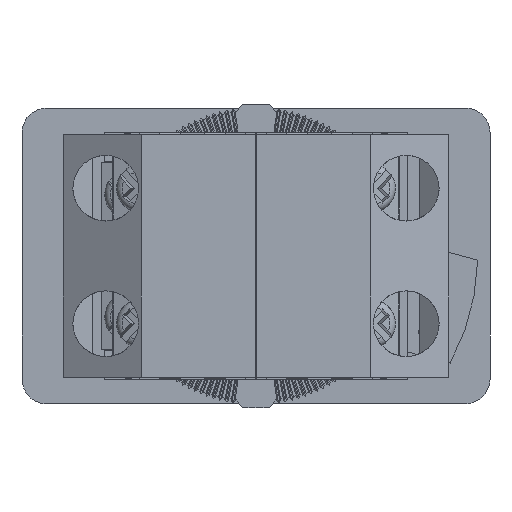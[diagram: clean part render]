
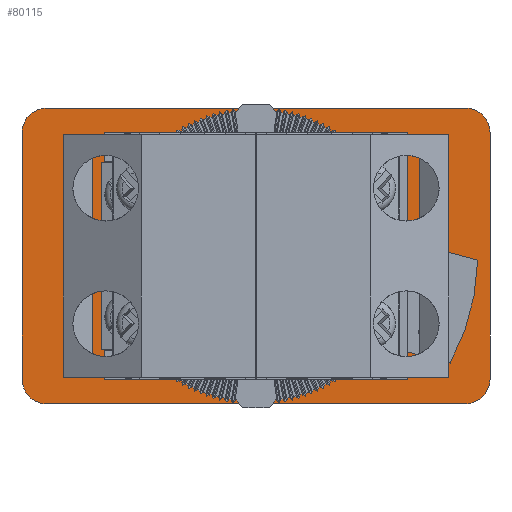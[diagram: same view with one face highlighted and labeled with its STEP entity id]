
A CAD part, front view. The second image highlights one B-rep face of the part: STEP entity #80115.
In plain terms, the highlighted planar face has unit normal (0, -1, 0).
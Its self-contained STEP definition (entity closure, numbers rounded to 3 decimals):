
#1847 = FACE_OUTER_BOUND ( 'NONE', #70214, .T. ) ;
#2029 = VERTEX_POINT ( 'NONE', #54768 ) ;
#3270 = DIRECTION ( 'NONE',  ( 0., 0., 1. ) ) ;
#3363 = AXIS2_PLACEMENT_3D ( 'NONE', #10154, #56168, #16755 ) ;
#3870 = CARTESIAN_POINT ( 'NONE',  ( -27.269, 41.5, 18. ) ) ;
#5513 = ORIENTED_EDGE ( 'NONE', *, *, #34719, .T. ) ;
#5908 = ORIENTED_EDGE ( 'NONE', *, *, #18305, .T. ) ;
#7691 = CARTESIAN_POINT ( 'NONE',  ( 28.5, 41.5, 16.755 ) ) ;
#8134 = CARTESIAN_POINT ( 'NONE',  ( 0., 41.5, -17.5 ) ) ;
#8244 = CARTESIAN_POINT ( 'NONE',  ( -28.5, 41.5, -18. ) ) ;
#8794 = CARTESIAN_POINT ( 'NONE',  ( 27.269, 41.5, -18. ) ) ;
#10154 = CARTESIAN_POINT ( 'NONE',  ( 0., 41.5, 0. ) ) ;
#10499 = ORIENTED_EDGE ( 'NONE', *, *, #81853, .T. ) ;
#10659 = EDGE_CURVE ( 'NONE', #79227, #13313, #27202, .T. ) ;
#13313 = VERTEX_POINT ( 'NONE', #53870 ) ;
#14376 = VERTEX_POINT ( 'NONE', #35531 ) ;
#14494 = LINE ( 'NONE', #8244, #62859 ) ;
#14673 = ORIENTED_EDGE ( 'NONE', *, *, #21967, .F. ) ;
#14914 = CARTESIAN_POINT ( 'NONE',  ( -28.5, 41.5, -18. ) ) ;
#15380 = CARTESIAN_POINT ( 'NONE',  ( 28.5, 41.5, -16.755 ) ) ;
#16755 = DIRECTION ( 'NONE',  ( 0., 0., 1. ) ) ;
#17041 = CARTESIAN_POINT ( 'NONE',  ( -28.5, 41.5, 16.755 ) ) ;
#17374 = EDGE_CURVE ( 'NONE', #34932, #59612, #40353, .T. ) ;
#17956 = CARTESIAN_POINT ( 'NONE',  ( 25.52, 41.5, 18. ) ) ;
#18305 = EDGE_CURVE ( 'NONE', #57991, #29167, #51453, .T. ) ;
#18837 = CARTESIAN_POINT ( 'NONE',  ( 28.5, 41.5, 14.987 ) ) ;
#19221 = CIRCLE ( 'NONE', #68814, 17.5 ) ;
#19311 = FACE_BOUND ( 'NONE', #48228, .T. ) ;
#20037 = LINE ( 'NONE', #22629, #70547 ) ;
#20688 = DIRECTION ( 'NONE',  ( 0., 1., 0. ) ) ;
#21196 = ORIENTED_EDGE ( 'NONE', *, *, #44296, .T. ) ;
#21422 = CARTESIAN_POINT ( 'NONE',  ( 28.5, 41.5, 14.987 ) ) ;
#21967 = EDGE_CURVE ( 'NONE', #34932, #14376, #14494, .T. ) ;
#22629 = CARTESIAN_POINT ( 'NONE',  ( 28.5, 41.5, -18. ) ) ;
#22895 = CARTESIAN_POINT ( 'NONE',  ( -27.269, 41.5, -18. ) ) ;
#25085 = CARTESIAN_POINT ( 'NONE',  ( -28.5, 41.5, -14.987 ) ) ;
#25706 = VERTEX_POINT ( 'NONE', #18837 ) ;
#25788 = ORIENTED_EDGE ( 'NONE', *, *, #39342, .T. ) ;
#26093 = ORIENTED_EDGE ( 'NONE', *, *, #28622, .T. ) ;
#27202 =( BOUNDED_CURVE ( )  B_SPLINE_CURVE ( 3, ( #61396, #8794, #15380, #68038 ),
 .UNSPECIFIED., .F., .T. ) 
 B_SPLINE_CURVE_WITH_KNOTS ( ( 4, 4 ),
 ( 5.968, 7.53 ),
 .UNSPECIFIED. ) 
 CURVE ( )  GEOMETRIC_REPRESENTATION_ITEM ( )  RATIONAL_B_SPLINE_CURVE ( ( 1., 0.807, 0.807, 1. ) ) 
 REPRESENTATION_ITEM ( '' )  );
#28151 = DIRECTION ( 'NONE',  ( 1., 0., 0. ) ) ;
#28622 = EDGE_CURVE ( 'NONE', #25706, #62001, #33650, .T. ) ;
#29167 = VERTEX_POINT ( 'NONE', #8134 ) ;
#29283 = DIRECTION ( 'NONE',  ( 0., 0., 1. ) ) ;
#30634 = ORIENTED_EDGE ( 'NONE', *, *, #17374, .T. ) ;
#30937 = LINE ( 'NONE', #14914, #83476 ) ;
#33650 =( BOUNDED_CURVE ( )  B_SPLINE_CURVE ( 3, ( #21422, #7691, #34684, #80756 ),
 .UNSPECIFIED., .F., .F. ) 
 B_SPLINE_CURVE_WITH_KNOTS ( ( 4, 4 ),
 ( 5.036, 6.599 ),
 .UNSPECIFIED. ) 
 CURVE ( )  GEOMETRIC_REPRESENTATION_ITEM ( )  RATIONAL_B_SPLINE_CURVE ( ( 1., 0.807, 0.807, 1. ) ) 
 REPRESENTATION_ITEM ( '' )  );
#33746 = LINE ( 'NONE', #44326, #49223 ) ;
#34684 = CARTESIAN_POINT ( 'NONE',  ( 27.269, 41.5, 18. ) ) ;
#34719 = EDGE_CURVE ( 'NONE', #29167, #57991, #19221, .T. ) ;
#34932 = VERTEX_POINT ( 'NONE', #25085 ) ;
#35531 = CARTESIAN_POINT ( 'NONE',  ( -28.5, 41.5, 14.987 ) ) ;
#36143 = CARTESIAN_POINT ( 'NONE',  ( -28.5, 41.5, -14.987 ) ) ;
#38652 = CARTESIAN_POINT ( 'NONE',  ( 0., 41.5, 17.5 ) ) ;
#39342 = EDGE_CURVE ( 'NONE', #2029, #14376, #61016, .T. ) ;
#40353 =( BOUNDED_CURVE ( )  B_SPLINE_CURVE ( 3, ( #36143, #68963, #22895, #82225 ),
 .UNSPECIFIED., .F., .F. ) 
 B_SPLINE_CURVE_WITH_KNOTS ( ( 4, 4 ),
 ( 5.036, 6.599 ),
 .UNSPECIFIED. ) 
 CURVE ( )  GEOMETRIC_REPRESENTATION_ITEM ( )  RATIONAL_B_SPLINE_CURVE ( ( 1., 0.807, 0.807, 1. ) ) 
 REPRESENTATION_ITEM ( '' )  );
#42648 = DIRECTION ( 'NONE',  ( 0., 1., 0. ) ) ;
#44296 = EDGE_CURVE ( 'NONE', #13313, #25706, #20037, .T. ) ;
#44326 = CARTESIAN_POINT ( 'NONE',  ( -28.5, 41.5, 18. ) ) ;
#48228 = EDGE_LOOP ( 'NONE', ( #5908, #5513 ) ) ;
#48610 = CARTESIAN_POINT ( 'NONE',  ( -25.52, 41.5, -18. ) ) ;
#49223 = VECTOR ( 'NONE', #51001, 1000. ) ;
#49905 = CARTESIAN_POINT ( 'NONE',  ( -25.52, 41.5, 18. ) ) ;
#51001 = DIRECTION ( 'NONE',  ( 1., 0., 0. ) ) ;
#51453 = CIRCLE ( 'NONE', #67882, 17.5 ) ;
#53870 = CARTESIAN_POINT ( 'NONE',  ( 28.5, 41.5, -14.987 ) ) ;
#54768 = CARTESIAN_POINT ( 'NONE',  ( -25.52, 41.5, 18. ) ) ;
#56168 = DIRECTION ( 'NONE',  ( 0., 1., 0. ) ) ;
#57991 = VERTEX_POINT ( 'NONE', #38652 ) ;
#59612 = VERTEX_POINT ( 'NONE', #48610 ) ;
#60143 = CARTESIAN_POINT ( 'NONE',  ( 0., 41.5, 0. ) ) ;
#61016 =( BOUNDED_CURVE ( )  B_SPLINE_CURVE ( 3, ( #49905, #3870, #17041, #63080 ),
 .UNSPECIFIED., .F., .T. ) 
 B_SPLINE_CURVE_WITH_KNOTS ( ( 4, 4 ),
 ( 5.968, 7.53 ),
 .UNSPECIFIED. ) 
 CURVE ( )  GEOMETRIC_REPRESENTATION_ITEM ( )  RATIONAL_B_SPLINE_CURVE ( ( 1., 0.807, 0.807, 1. ) ) 
 REPRESENTATION_ITEM ( '' )  );
#61396 = CARTESIAN_POINT ( 'NONE',  ( 25.52, 41.5, -18. ) ) ;
#62001 = VERTEX_POINT ( 'NONE', #17956 ) ;
#62859 = VECTOR ( 'NONE', #73860, 1000. ) ;
#63080 = CARTESIAN_POINT ( 'NONE',  ( -28.5, 41.5, 14.987 ) ) ;
#64862 = ORIENTED_EDGE ( 'NONE', *, *, #84263, .F. ) ;
#66756 = DIRECTION ( 'NONE',  ( 0., 0., 1. ) ) ;
#67882 = AXIS2_PLACEMENT_3D ( 'NONE', #60143, #20688, #66756 ) ;
#68038 = CARTESIAN_POINT ( 'NONE',  ( 28.5, 41.5, -14.987 ) ) ;
#68814 = AXIS2_PLACEMENT_3D ( 'NONE', #82116, #42648, #3270 ) ;
#68963 = CARTESIAN_POINT ( 'NONE',  ( -28.5, 41.5, -16.755 ) ) ;
#70214 = EDGE_LOOP ( 'NONE', ( #21196, #26093, #64862, #25788, #14673, #30634, #10499, #74363 ) ) ;
#70547 = VECTOR ( 'NONE', #29283, 1000. ) ;
#70724 = CARTESIAN_POINT ( 'NONE',  ( 25.52, 41.5, -18. ) ) ;
#73860 = DIRECTION ( 'NONE',  ( 0., 0., 1. ) ) ;
#74363 = ORIENTED_EDGE ( 'NONE', *, *, #10659, .T. ) ;
#79227 = VERTEX_POINT ( 'NONE', #70724 ) ;
#80115 = ADVANCED_FACE ( 'NONE', ( #1847, #19311 ), #82387, .F. ) ;
#80756 = CARTESIAN_POINT ( 'NONE',  ( 25.52, 41.5, 18. ) ) ;
#81853 = EDGE_CURVE ( 'NONE', #59612, #79227, #30937, .T. ) ;
#82116 = CARTESIAN_POINT ( 'NONE',  ( 0., 41.5, 0. ) ) ;
#82225 = CARTESIAN_POINT ( 'NONE',  ( -25.52, 41.5, -18. ) ) ;
#82387 = PLANE ( 'NONE',  #3363 ) ;
#83476 = VECTOR ( 'NONE', #28151, 1000. ) ;
#84263 = EDGE_CURVE ( 'NONE', #2029, #62001, #33746, .T. ) ;
